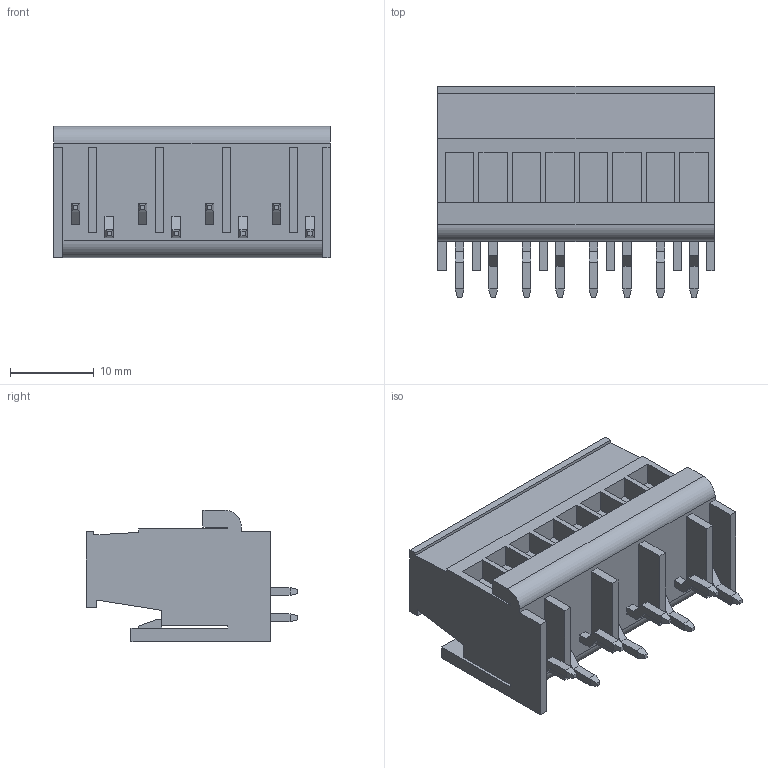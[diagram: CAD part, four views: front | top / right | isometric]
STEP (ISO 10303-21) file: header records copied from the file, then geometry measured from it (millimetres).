
FILE_DESCRIPTION(('CATIA V5 STEP Exchange','CAx-IF Rec.Pracs.--- Model Styling and Organization---1.4--- 2014-01-23'),'2;1');
FILE_NAME ('D1535788_0_2761020000_2761020000.stp','2022-06-02T02:55:36+00:00',('none'),('Weidmueller'),'CATIA Version 5-6 Release 2016 SP3 HF44','CATIA V5 STEP AP214','none');
FILE_SCHEMA(('AUTOMOTIVE_DESIGN { 1 0 10303 214 1 1 1 1 }'));
Length unit declared in the file: millimetre
Products named in the file (1): Assembly BU,SL_8pole Sn
Bounding box: 33.03 x 25.24 x 15.7 mm (x, y, z)
Volume: 6899.8 mm3; surface area: 4991.1 mm2
Topology: 9 solids, 9 shells, 236 faces, 595 edges, 396 vertices
Faces by surface type: plane 218, cylinder 18
Entity records: 6668 total; most frequent: ORIENTED_EDGE 1190, CARTESIAN_POINT 1172, DIRECTION 955, EDGE_CURVE 595, VECTOR 559, LINE 559, VERTEX_POINT 396, EDGE_LOOP 257
